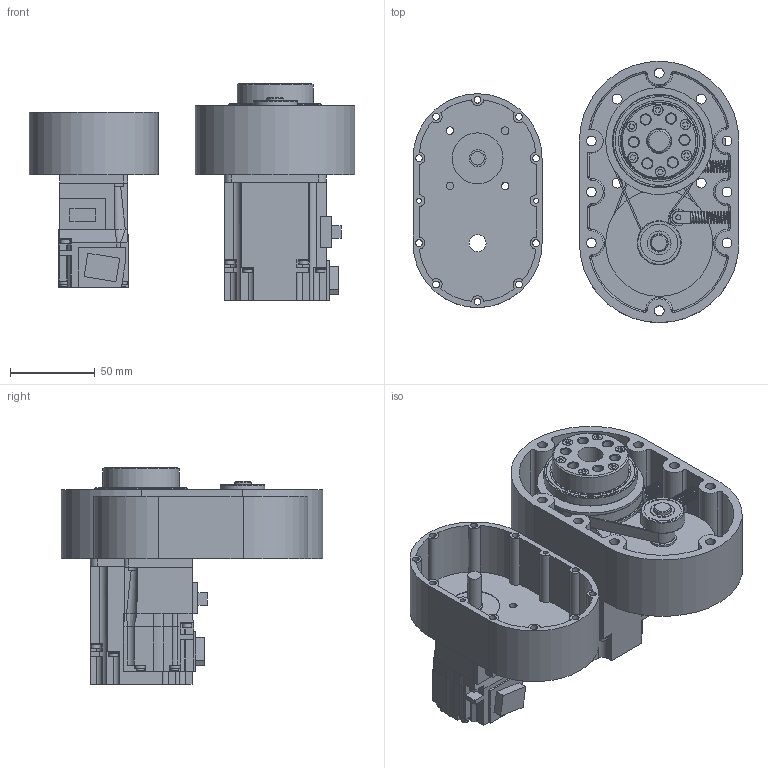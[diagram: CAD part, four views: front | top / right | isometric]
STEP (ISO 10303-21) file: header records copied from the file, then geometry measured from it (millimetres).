
FILE_DESCRIPTION(/* description */ (''),/* implementation_level */ '2;1');
FILE_NAME(/* name */ 'Comparisson.stp',/* time_stamp */ '2025-12-03T13:34:57+01:00',/* author */ ('pochi'),/* organization */ (''),/* preprocessor_version */ 'ST-DEVELOPER v20.1',/* originating_system */ 'Autodesk Inventor 2026',/* authorisation */ '');
FILE_SCHEMA (('AUTOMOTIVE_DESIGN { 1 0 10303 214 3 1 1 }'));
Length unit declared in the file: millimetre
Products named in the file (25): Comparisson; 01_Housing; Reducer; Housing; Shaft_01; Motor_02; Spacer_03; Pulley_3M20T; Pulley_3M40T; Spacer_02; Spacer_01; Pulley_3M20T_02; Bearing_02; Pulley_3M40T_02; Spacer_04; Bearing_01; ActuationDisk; M3_Screw; Bearing_03; Tensioning_01; Bearing_Tension_01; New_Belt_01; New_Belt_02; Spring_Tesion; 04_HG-KR053
Assembly tree (36 placements, depth 3):
  Comparisson
    01_Housing
    Reducer
      Housing
      Bearing_01  x2
      Shaft_01
      Spacer_01  x2
      Motor_02
      Spacer_03
      Pulley_3M20T
      Pulley_3M40T
      Spacer_02
      Pulley_3M20T_02
      Bearing_02
      Pulley_3M40T_02
      Spacer_04
      ActuationDisk
      M3_Screw  x6
      Bearing_03
      Bearing_Tension_01  x4
      Tensioning_01  x2
      New_Belt_01
      New_Belt_02
      Spring_Tesion  x2
    04_HG-KR053
Bounding box: 192 x 154 x 127.7 mm (x, y, z)
Volume: 677735.1 mm3; surface area: 217643.9 mm2
Topology: 37 solids, 37 shells, 980 faces, 2209 edges, 1394 vertices
Faces by surface type: plane 498, cylinder 315, cone 89, torus 46, bspline 32
Full cylindrical faces by diameter (mm): 3 x32, 4 x10, 4.5 x10, 5.5 x8, 5.6 x2, 5.8 x22, 5.9 x10, 6 x10, 6.2 x2, 7.6 x8, 8 x1, 10 x14, 12.61 x1, 13 x1, 14 x11, 14.8 x1, 16 x2, 16.43 x1, 17 x5, 20 x2, 22 x6, 25 x2, 26 x3, 28 x2, 30 x2, 32 x1, 45 x2, 47.8 x3, 50 x2, 52.2 x2
Entity records: 27502 total; most frequent: CARTESIAN_POINT 7650, DIRECTION 4056, ORIENTED_EDGE 3504, EDGE_CURVE 1752, AXIS2_PLACEMENT_3D 1563, VERTEX_POINT 1120, EDGE_LOOP 978, LINE 930
